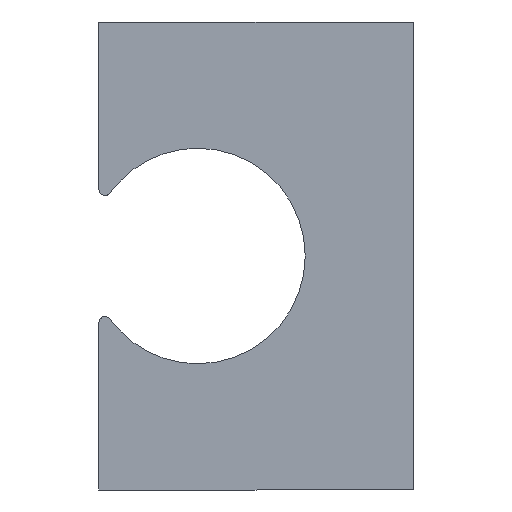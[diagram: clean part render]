
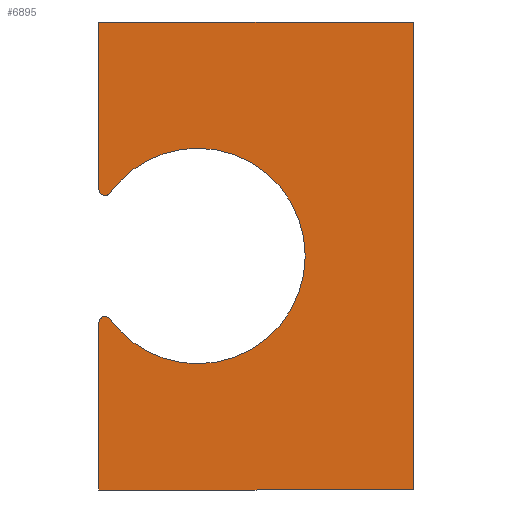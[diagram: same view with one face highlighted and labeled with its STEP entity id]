
A CAD part, front view. The second image highlights one B-rep face of the part: STEP entity #6895.
In plain terms, the highlighted planar face has unit normal (0, -1, 0).
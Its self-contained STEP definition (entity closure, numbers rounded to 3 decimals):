
#1536 = VERTEX_POINT ( 'NONE', #5086 ) ;
#1538 = EDGE_CURVE ( 'NONE', #1536, #1539, #5085, .T. ) ;
#1539 = VERTEX_POINT ( 'NONE', #5080 ) ;
#1569 = VERTEX_POINT ( 'NONE', #5149 ) ;
#1571 = EDGE_CURVE ( 'NONE', #1569, #1572, #5148, .T. ) ;
#1572 = VERTEX_POINT ( 'NONE', #5143 ) ;
#1680 = EDGE_CURVE ( 'NONE', #1689, #1569, #5530, .T. ) ;
#1689 = VERTEX_POINT ( 'NONE', #5549 ) ;
#5080 = CARTESIAN_POINT ( 'NONE',  ( -8., 0., 5.414 ) ) ;
#5081 = DIRECTION ( 'NONE',  ( 0., 0., 1. ) ) ;
#5082 = DIRECTION ( 'NONE',  ( 0., 1., 0. ) ) ;
#5083 = CARTESIAN_POINT ( 'NONE',  ( -7.5, 0., 5.414 ) ) ;
#5084 = AXIS2_PLACEMENT_3D ( 'NONE', #5083, #5082, #5081 ) ;
#5085 = CIRCLE ( 'NONE', #5084, 0.5 ) ;
#5086 = CARTESIAN_POINT ( 'NONE',  ( -7.5, 0., 4.914 ) ) ;
#5143 = CARTESIAN_POINT ( 'NONE',  ( -7.095, 0., 5.121 ) ) ;
#5144 = DIRECTION ( 'NONE',  ( 0., 0., 1. ) ) ;
#5145 = DIRECTION ( 'NONE',  ( 0., -1., 0. ) ) ;
#5146 = CARTESIAN_POINT ( 'NONE',  ( 0., 0., 0. ) ) ;
#5147 = AXIS2_PLACEMENT_3D ( 'NONE', #5146, #5145, #5144 ) ;
#5148 = CIRCLE ( 'NONE', #5147, 8.75 ) ;
#5149 = CARTESIAN_POINT ( 'NONE',  ( 0., 0., 8.75 ) ) ;
#5464 = CARTESIAN_POINT ( 'NONE',  ( 0., 0., 0. ) ) ;
#5527 = DIRECTION ( 'NONE',  ( 0., 0., 1. ) ) ;
#5528 = DIRECTION ( 'NONE',  ( 0., -1., 0. ) ) ;
#5529 = AXIS2_PLACEMENT_3D ( 'NONE', #5464, #5528, #5527 ) ;
#5530 = CIRCLE ( 'NONE', #5529, 8.75 ) ;
#5549 = CARTESIAN_POINT ( 'NONE',  ( 0., 0., -8.75 ) ) ;
#5796 = CARTESIAN_POINT ( 'NONE',  ( -8., 0., -19. ) ) ;
#5832 = DIRECTION ( 'NONE',  ( 0., 0., 1. ) ) ;
#5833 = DIRECTION ( 'NONE',  ( 0., 1., 0. ) ) ;
#5834 = CARTESIAN_POINT ( 'NONE',  ( -7.5, 0., 5.414 ) ) ;
#5835 = AXIS2_PLACEMENT_3D ( 'NONE', #5834, #5833, #5832 ) ;
#5836 = CIRCLE ( 'NONE', #5835, 0.5 ) ;
#5837 = DIRECTION ( 'NONE',  ( 0., 0., -1. ) ) ;
#5838 = DIRECTION ( 'NONE',  ( 0., 1., 0. ) ) ;
#5839 = CARTESIAN_POINT ( 'NONE',  ( -7.5, 0., -5.414 ) ) ;
#5840 = AXIS2_PLACEMENT_3D ( 'NONE', #5839, #5838, #5837 ) ;
#5841 = DIRECTION ( 'NONE',  ( 0., 0., 1. ) ) ;
#5842 = DIRECTION ( 'NONE',  ( 0., 1., 0. ) ) ;
#5843 = AXIS2_PLACEMENT_3D ( 'NONE', #5845, #5842, #5841 ) ;
#5844 = CIRCLE ( 'NONE', #5840, 0.5 ) ;
#5845 = CARTESIAN_POINT ( 'NONE',  ( -7.5, 0., 5.414 ) ) ;
#5846 = PLANE ( 'NONE',  #5843 ) ;
#5847 = FACE_OUTER_BOUND ( 'NONE', #6884, .T. ) ;
#5848 = CARTESIAN_POINT ( 'NONE',  ( -7.095, 0., -5.121 ) ) ;
#5849 = DIRECTION ( 'NONE',  ( 0., 0., 1. ) ) ;
#5850 = VECTOR ( 'NONE', #5849, 1000. ) ;
#5851 = CARTESIAN_POINT ( 'NONE',  ( -8., 0., -5.414 ) ) ;
#5852 = LINE ( 'NONE', #5851, #5850 ) ;
#5865 = DIRECTION ( 'NONE',  ( 0., 0., -1. ) ) ;
#5866 = VECTOR ( 'NONE', #5865, 1000. ) ;
#5867 = CARTESIAN_POINT ( 'NONE',  ( 17.5, 0., -19. ) ) ;
#5868 = LINE ( 'NONE', #5867, #5866 ) ;
#5869 = CARTESIAN_POINT ( 'NONE',  ( -8., 0., 19. ) ) ;
#5870 = DIRECTION ( 'NONE',  ( 0., 0., 1. ) ) ;
#5871 = VECTOR ( 'NONE', #5870, 1000. ) ;
#5872 = CARTESIAN_POINT ( 'NONE',  ( -8., 0., 5.414 ) ) ;
#5873 = LINE ( 'NONE', #5872, #5871 ) ;
#5884 = CARTESIAN_POINT ( 'NONE',  ( -8., 0., -5.414 ) ) ;
#5898 = CARTESIAN_POINT ( 'NONE',  ( 17.5, 0., 19. ) ) ;
#5905 = DIRECTION ( 'NONE',  ( 1., 0., 0. ) ) ;
#5906 = VECTOR ( 'NONE', #5905, 1000. ) ;
#5907 = CARTESIAN_POINT ( 'NONE',  ( -8., 0., 19. ) ) ;
#5908 = LINE ( 'NONE', #5907, #5906 ) ;
#6804 = DIRECTION ( 'NONE',  ( -1., 0., 0. ) ) ;
#6805 = VECTOR ( 'NONE', #6804, 1000. ) ;
#6806 = CARTESIAN_POINT ( 'NONE',  ( -8., 0., -19. ) ) ;
#6807 = LINE ( 'NONE', #6806, #6805 ) ;
#6813 = DIRECTION ( 'NONE',  ( 0., 0., 1. ) ) ;
#6814 = DIRECTION ( 'NONE',  ( 0., -1., 0. ) ) ;
#6815 = CARTESIAN_POINT ( 'NONE',  ( 0., 0., 0. ) ) ;
#6816 = AXIS2_PLACEMENT_3D ( 'NONE', #6815, #6814, #6813 ) ;
#6817 = CIRCLE ( 'NONE', #6816, 8.75 ) ;
#6818 = CARTESIAN_POINT ( 'NONE',  ( 17.5, 0., -19. ) ) ;
#6879 = VERTEX_POINT ( 'NONE', #5796 ) ;
#6881 = ORIENTED_EDGE ( 'NONE', *, *, #6931, .F. ) ;
#6882 = ORIENTED_EDGE ( 'NONE', *, *, #6919, .F. ) ;
#6883 = ORIENTED_EDGE ( 'NONE', *, *, #7442, .F. ) ;
#6884 = EDGE_LOOP ( 'NONE', ( #6883, #6882, #6881, #6888, #6891, #6889, #6996, #6981, #6955, #6952, #6942 ) ) ;
#6888 = ORIENTED_EDGE ( 'NONE', *, *, #6916, .F. ) ;
#6889 = ORIENTED_EDGE ( 'NONE', *, *, #6902, .F. ) ;
#6890 = EDGE_CURVE ( 'NONE', #6879, #6913, #5852, .T. ) ;
#6891 = ORIENTED_EDGE ( 'NONE', *, *, #1538, .F. ) ;
#6892 = VERTEX_POINT ( 'NONE', #5848 ) ;
#6895 = ADVANCED_FACE ( 'NONE', ( #5847 ), #5846, .F. ) ;
#6898 = EDGE_CURVE ( 'NONE', #6913, #6892, #5844, .T. ) ;
#6902 = EDGE_CURVE ( 'NONE', #1572, #1536, #5836, .T. ) ;
#6913 = VERTEX_POINT ( 'NONE', #5884 ) ;
#6916 = EDGE_CURVE ( 'NONE', #1539, #6917, #5873, .T. ) ;
#6917 = VERTEX_POINT ( 'NONE', #5869 ) ;
#6919 = EDGE_CURVE ( 'NONE', #6934, #7469, #5868, .T. ) ;
#6931 = EDGE_CURVE ( 'NONE', #6917, #6934, #5908, .T. ) ;
#6934 = VERTEX_POINT ( 'NONE', #5898 ) ;
#6942 = ORIENTED_EDGE ( 'NONE', *, *, #6890, .F. ) ;
#6952 = ORIENTED_EDGE ( 'NONE', *, *, #6898, .F. ) ;
#6955 = ORIENTED_EDGE ( 'NONE', *, *, #7471, .F. ) ;
#6981 = ORIENTED_EDGE ( 'NONE', *, *, #1680, .F. ) ;
#6996 = ORIENTED_EDGE ( 'NONE', *, *, #1571, .F. ) ;
#7442 = EDGE_CURVE ( 'NONE', #7469, #6879, #6807, .T. ) ;
#7469 = VERTEX_POINT ( 'NONE', #6818 ) ;
#7471 = EDGE_CURVE ( 'NONE', #6892, #1689, #6817, .T. ) ;
